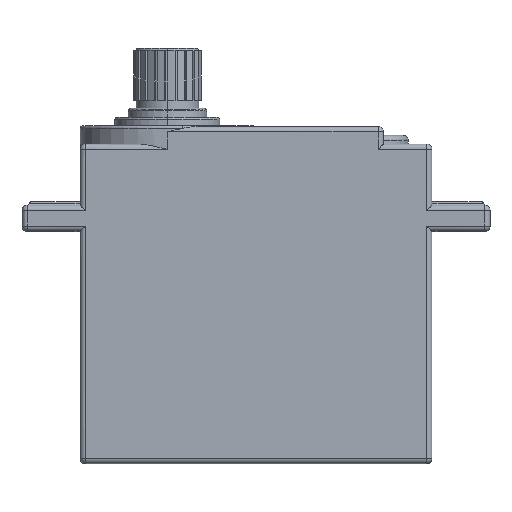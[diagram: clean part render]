
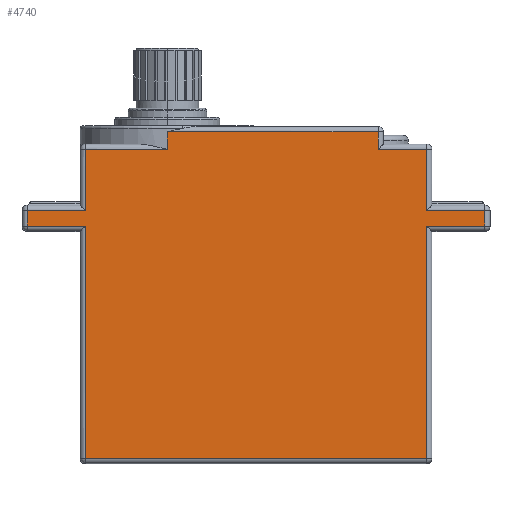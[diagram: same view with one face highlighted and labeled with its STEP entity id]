
A CAD part, top view. The second image highlights one B-rep face of the part: STEP entity #4740.
In plain terms, the highlighted planar face has unit normal (0, 0, 1).
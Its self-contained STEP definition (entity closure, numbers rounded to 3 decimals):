
#271=DIRECTION('',(-1.,0.,0.));
#272=VECTOR('',#271,6.65);
#273=CARTESIAN_POINT('',(46.35,27.2,0.));
#274=LINE('',#273,#272);
#279=DIRECTION('',(0.,-1.,0.));
#280=VECTOR('',#279,26.6);
#281=CARTESIAN_POINT('',(39.7,27.2,0.));
#282=LINE('',#281,#280);
#291=CARTESIAN_POINT('',(39.7,27.2,0.));
#312=DIRECTION('',(-1.,0.,0.));
#313=VECTOR('',#312,39.1);
#314=CARTESIAN_POINT('',(39.7,0.6,0.));
#315=LINE('',#314,#313);
#335=DIRECTION('',(0.,1.,0.));
#336=VECTOR('',#335,26.6);
#337=CARTESIAN_POINT('',(0.6,0.6,0.));
#338=LINE('',#337,#336);
#343=DIRECTION('',(-1.,0.,0.));
#344=VECTOR('',#343,6.65);
#345=CARTESIAN_POINT('',(0.6,27.2,0.));
#346=LINE('',#345,#344);
#376=DIRECTION('',(0.,1.,0.));
#377=VECTOR('',#376,1.8);
#378=CARTESIAN_POINT('',(-6.05,27.2,0.));
#379=LINE('',#378,#377);
#399=DIRECTION('',(1.,0.,0.));
#400=VECTOR('',#399,6.65);
#401=CARTESIAN_POINT('',(-6.05,29.,0.));
#402=LINE('',#401,#400);
#407=DIRECTION('',(0.,1.,0.));
#408=VECTOR('',#407,7.);
#409=CARTESIAN_POINT('',(0.6,29.,0.));
#410=LINE('',#409,#408);
#440=DIRECTION('',(1.,0.,0.));
#441=VECTOR('',#440,9.4);
#442=CARTESIAN_POINT('',(0.6,36.,0.));
#443=LINE('',#442,#441);
#448=CARTESIAN_POINT('',(10.,38.,0.));
#455=DIRECTION('',(0.,1.,0.));
#456=VECTOR('',#455,2.);
#457=CARTESIAN_POINT('',(10.,36.,0.));
#458=LINE('',#457,#456);
#467=CARTESIAN_POINT('',(10.,36.,0.));
#504=DIRECTION('',(1.,0.,0.));
#505=VECTOR('',#504,24.142);
#506=CARTESIAN_POINT('',(10.,38.,0.));
#507=LINE('',#506,#505);
#706=DIRECTION('',(0.,-1.,0.));
#707=VECTOR('',#706,2.);
#708=CARTESIAN_POINT('',(34.142,38.,0.));
#709=LINE('',#708,#707);
#714=DIRECTION('',(1.,0.,0.));
#715=VECTOR('',#714,5.558);
#716=CARTESIAN_POINT('',(34.142,36.,0.));
#717=LINE('',#716,#715);
#747=DIRECTION('',(0.,-1.,0.));
#748=VECTOR('',#747,7.);
#749=CARTESIAN_POINT('',(39.7,36.,0.));
#750=LINE('',#749,#748);
#755=DIRECTION('',(1.,0.,0.));
#756=VECTOR('',#755,6.65);
#757=CARTESIAN_POINT('',(39.7,29.,0.));
#758=LINE('',#757,#756);
#788=DIRECTION('',(0.,-1.,0.));
#789=VECTOR('',#788,1.8);
#790=CARTESIAN_POINT('',(46.35,29.,0.));
#791=LINE('',#790,#789);
#3005=VERTEX_POINT('',#467);
#3006=VERTEX_POINT('',#448);
#3037=CARTESIAN_POINT('',(39.7,0.6,0.));
#3038=VERTEX_POINT('',#3037);
#3039=VERTEX_POINT('',#291);
#3495=CARTESIAN_POINT('',(0.6,0.6,0.));
#3496=VERTEX_POINT('',#3495);
#3497=CARTESIAN_POINT('',(0.6,27.2,0.));
#3498=VERTEX_POINT('',#3497);
#3499=CARTESIAN_POINT('',(46.35,27.2,0.));
#3500=VERTEX_POINT('',#3499);
#3501=CARTESIAN_POINT('',(46.35,29.,0.));
#3502=VERTEX_POINT('',#3501);
#3503=CARTESIAN_POINT('',(-6.05,27.2,0.));
#3504=VERTEX_POINT('',#3503);
#3505=CARTESIAN_POINT('',(39.7,29.,0.));
#3506=VERTEX_POINT('',#3505);
#3507=CARTESIAN_POINT('',(-6.05,29.,0.));
#3508=VERTEX_POINT('',#3507);
#3509=CARTESIAN_POINT('',(0.6,29.,0.));
#3510=VERTEX_POINT('',#3509);
#3511=CARTESIAN_POINT('',(39.7,36.,0.));
#3512=VERTEX_POINT('',#3511);
#3513=CARTESIAN_POINT('',(0.6,36.,0.));
#3514=VERTEX_POINT('',#3513);
#3515=CARTESIAN_POINT('',(34.142,36.,0.));
#3516=VERTEX_POINT('',#3515);
#3517=CARTESIAN_POINT('',(34.142,38.,0.));
#3518=VERTEX_POINT('',#3517);
#4717=CARTESIAN_POINT('',(0.,36.6,0.));
#4718=DIRECTION('',(0.,0.,-1.));
#4719=DIRECTION('',(-1.,0.,0.));
#4720=AXIS2_PLACEMENT_3D('',#4717,#4718,#4719);
#4721=PLANE('',#4720);
#4722=ORIENTED_EDGE('',*,*,#4602,.T.);
#4723=ORIENTED_EDGE('',*,*,#4617,.T.);
#4724=ORIENTED_EDGE('',*,*,#4645,.T.);
#4725=ORIENTED_EDGE('',*,*,#4659,.T.);
#4726=ORIENTED_EDGE('',*,*,#4686,.T.);
#4727=ORIENTED_EDGE('',*,*,#3974,.T.);
#4728=ORIENTED_EDGE('',*,*,#3989,.T.);
#4729=ORIENTED_EDGE('',*,*,#4016,.T.);
#4730=ORIENTED_EDGE('',*,*,#4044,.T.);
#4731=ORIENTED_EDGE('',*,*,#4059,.T.);
#4732=ORIENTED_EDGE('',*,*,#4087,.T.);
#4733=ORIENTED_EDGE('',*,*,#4115,.T.);
#4734=ORIENTED_EDGE('',*,*,#4130,.T.);
#4735=ORIENTED_EDGE('',*,*,#4158,.T.);
#4736=ORIENTED_EDGE('',*,*,#4173,.T.);
#4737=ORIENTED_EDGE('',*,*,#4211,.T.);
#4738=EDGE_LOOP('',(#4722,#4723,#4724,#4725,#4726,#4727,#4728,#4729,#4730,#4731,
#4732,#4733,#4734,#4735,#4736,#4737));
#4739=FACE_OUTER_BOUND('',#4738,.F.);
#4740=ADVANCED_FACE('',(#4739),#4721,.F.);
#3974=EDGE_CURVE('',#3500,#3039,#274,.T.);
#3989=EDGE_CURVE('',#3039,#3038,#282,.T.);
#4016=EDGE_CURVE('',#3038,#3496,#315,.T.);
#4044=EDGE_CURVE('',#3496,#3498,#338,.T.);
#4059=EDGE_CURVE('',#3498,#3504,#346,.T.);
#4087=EDGE_CURVE('',#3504,#3508,#379,.T.);
#4115=EDGE_CURVE('',#3508,#3510,#402,.T.);
#4130=EDGE_CURVE('',#3510,#3514,#410,.T.);
#4158=EDGE_CURVE('',#3514,#3005,#443,.T.);
#4173=EDGE_CURVE('',#3005,#3006,#458,.T.);
#4211=EDGE_CURVE('',#3006,#3518,#507,.T.);
#4602=EDGE_CURVE('',#3518,#3516,#709,.T.);
#4617=EDGE_CURVE('',#3516,#3512,#717,.T.);
#4645=EDGE_CURVE('',#3512,#3506,#750,.T.);
#4659=EDGE_CURVE('',#3506,#3502,#758,.T.);
#4686=EDGE_CURVE('',#3502,#3500,#791,.T.);
